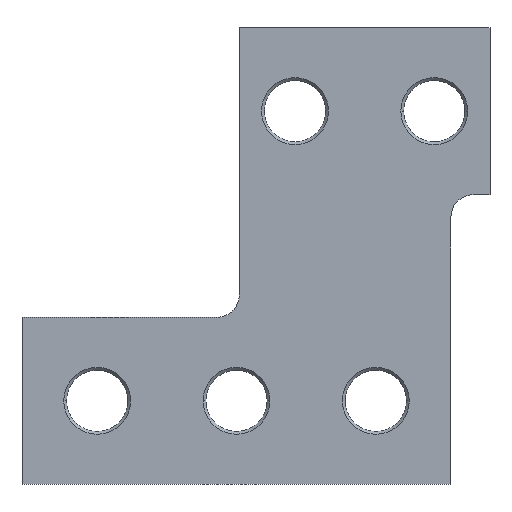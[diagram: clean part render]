
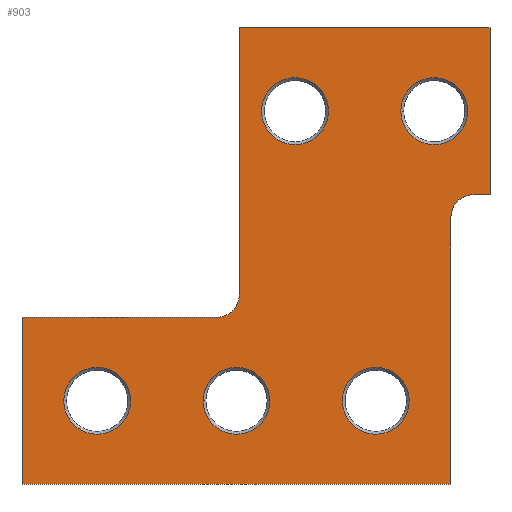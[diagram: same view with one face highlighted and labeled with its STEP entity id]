
A CAD part, top view. The second image highlights one B-rep face of the part: STEP entity #903.
In plain terms, the highlighted planar face has unit normal (0, 0, 1).
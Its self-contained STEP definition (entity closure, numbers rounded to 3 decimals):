
#276=CARTESIAN_POINT('',(25.,0.,10.));
#277=DIRECTION('',(0.,0.,-1.));
#278=DIRECTION('',(1.,0.,0.));
#279=AXIS2_PLACEMENT_3D('',#276,#277,#278);
#281=CARTESIAN_POINT('',(25.,0.,10.));
#282=DIRECTION('',(0.,0.,-1.));
#283=DIRECTION('',(-1.,0.,0.));
#284=AXIS2_PLACEMENT_3D('',#281,#282,#283);
#286=CARTESIAN_POINT('',(0.,0.,10.));
#287=DIRECTION('',(0.,0.,-1.));
#288=DIRECTION('',(1.,0.,0.));
#289=AXIS2_PLACEMENT_3D('',#286,#287,#288);
#291=CARTESIAN_POINT('',(0.,0.,10.));
#292=DIRECTION('',(0.,0.,-1.));
#293=DIRECTION('',(-1.,0.,0.));
#294=AXIS2_PLACEMENT_3D('',#291,#292,#293);
#296=CARTESIAN_POINT('',(-25.,0.,10.));
#297=DIRECTION('',(0.,0.,-1.));
#298=DIRECTION('',(1.,0.,0.));
#299=AXIS2_PLACEMENT_3D('',#296,#297,#298);
#301=CARTESIAN_POINT('',(-25.,0.,10.));
#302=DIRECTION('',(0.,0.,-1.));
#303=DIRECTION('',(-1.,0.,0.));
#304=AXIS2_PLACEMENT_3D('',#301,#302,#303);
#306=CARTESIAN_POINT('',(35.5,52.,10.));
#307=DIRECTION('',(0.,0.,-1.));
#308=DIRECTION('',(1.,0.,0.));
#309=AXIS2_PLACEMENT_3D('',#306,#307,#308);
#311=CARTESIAN_POINT('',(35.5,52.,10.));
#312=DIRECTION('',(0.,0.,-1.));
#313=DIRECTION('',(-1.,0.,0.));
#314=AXIS2_PLACEMENT_3D('',#311,#312,#313);
#316=CARTESIAN_POINT('',(10.5,52.,10.));
#317=DIRECTION('',(0.,0.,-1.));
#318=DIRECTION('',(1.,0.,0.));
#319=AXIS2_PLACEMENT_3D('',#316,#317,#318);
#321=CARTESIAN_POINT('',(10.5,52.,10.));
#322=DIRECTION('',(0.,0.,-1.));
#323=DIRECTION('',(-1.,0.,0.));
#324=AXIS2_PLACEMENT_3D('',#321,#322,#323);
#326=DIRECTION('',(1.,0.,0.));
#327=VECTOR('',#326,3.);
#328=CARTESIAN_POINT('',(42.5,37.,10.));
#329=LINE('',#328,#327);
#330=DIRECTION('',(0.,1.,0.));
#331=VECTOR('',#330,48.);
#332=CARTESIAN_POINT('',(38.5,-15.,10.));
#333=LINE('',#332,#331);
#334=DIRECTION('',(1.,0.,0.));
#335=VECTOR('',#334,77.);
#336=CARTESIAN_POINT('',(-38.5,-15.,10.));
#337=LINE('',#336,#335);
#338=DIRECTION('',(0.,-1.,0.));
#339=VECTOR('',#338,30.);
#340=CARTESIAN_POINT('',(-38.5,15.,10.));
#341=LINE('',#340,#339);
#342=DIRECTION('',(-1.,0.,0.));
#343=VECTOR('',#342,35.);
#344=CARTESIAN_POINT('',(-3.5,15.,10.));
#345=LINE('',#344,#343);
#346=DIRECTION('',(0.,-1.,0.));
#347=VECTOR('',#346,48.);
#348=CARTESIAN_POINT('',(0.5,67.,10.));
#349=LINE('',#348,#347);
#350=DIRECTION('',(-1.,0.,0.));
#351=VECTOR('',#350,45.);
#352=CARTESIAN_POINT('',(45.5,67.,10.));
#353=LINE('',#352,#351);
#354=DIRECTION('',(0.,1.,0.));
#355=VECTOR('',#354,30.);
#356=CARTESIAN_POINT('',(45.5,37.,10.));
#357=LINE('',#356,#355);
#547=CARTESIAN_POINT('',(42.5,33.,10.));
#548=DIRECTION('',(0.,0.,-1.));
#549=DIRECTION('',(-1.,0.,0.));
#550=AXIS2_PLACEMENT_3D('',#547,#548,#549);
#577=CARTESIAN_POINT('',(-3.5,19.,10.));
#578=DIRECTION('',(0.,0.,-1.));
#579=DIRECTION('',(1.,0.,0.));
#580=AXIS2_PLACEMENT_3D('',#577,#578,#579);
#610=CARTESIAN_POINT('',(-38.5,15.,10.));
#611=CARTESIAN_POINT('',(-38.5,-15.,10.));
#612=VERTEX_POINT('',#610);
#613=VERTEX_POINT('',#611);
#614=CARTESIAN_POINT('',(38.5,-15.,10.));
#615=VERTEX_POINT('',#614);
#616=CARTESIAN_POINT('',(45.5,37.,10.));
#617=CARTESIAN_POINT('',(45.5,67.,10.));
#618=VERTEX_POINT('',#616);
#619=VERTEX_POINT('',#617);
#620=CARTESIAN_POINT('',(0.5,67.,10.));
#621=VERTEX_POINT('',#620);
#662=CARTESIAN_POINT('',(31.,0.,10.));
#663=CARTESIAN_POINT('',(19.,0.,10.));
#664=VERTEX_POINT('',#662);
#665=VERTEX_POINT('',#663);
#670=CARTESIAN_POINT('',(6.,0.,10.));
#671=CARTESIAN_POINT('',(-6.,0.,10.));
#672=VERTEX_POINT('',#670);
#673=VERTEX_POINT('',#671);
#678=CARTESIAN_POINT('',(-19.,0.,10.));
#679=CARTESIAN_POINT('',(-31.,0.,10.));
#680=VERTEX_POINT('',#678);
#681=VERTEX_POINT('',#679);
#686=CARTESIAN_POINT('',(41.5,52.,10.));
#687=CARTESIAN_POINT('',(29.5,52.,10.));
#688=VERTEX_POINT('',#686);
#689=VERTEX_POINT('',#687);
#694=CARTESIAN_POINT('',(16.5,52.,10.));
#695=CARTESIAN_POINT('',(4.5,52.,10.));
#696=VERTEX_POINT('',#694);
#697=VERTEX_POINT('',#695);
#703=CARTESIAN_POINT('',(-3.5,15.,10.));
#705=VERTEX_POINT('',#703);
#707=CARTESIAN_POINT('',(0.5,19.,10.));
#709=VERTEX_POINT('',#707);
#711=CARTESIAN_POINT('',(42.5,37.,10.));
#713=VERTEX_POINT('',#711);
#715=CARTESIAN_POINT('',(38.5,33.,10.));
#717=VERTEX_POINT('',#715);
#847=CARTESIAN_POINT('',(0.,0.,10.));
#848=DIRECTION('',(0.,0.,1.));
#849=DIRECTION('',(1.,0.,0.));
#850=AXIS2_PLACEMENT_3D('',#847,#848,#849);
#851=PLANE('',#850);
#853=ORIENTED_EDGE('',*,*,#852,.F.);
#855=ORIENTED_EDGE('',*,*,#854,.F.);
#857=ORIENTED_EDGE('',*,*,#856,.F.);
#859=ORIENTED_EDGE('',*,*,#858,.F.);
#861=ORIENTED_EDGE('',*,*,#860,.F.);
#863=ORIENTED_EDGE('',*,*,#862,.F.);
#865=ORIENTED_EDGE('',*,*,#864,.F.);
#867=ORIENTED_EDGE('',*,*,#866,.F.);
#869=ORIENTED_EDGE('',*,*,#868,.F.);
#871=ORIENTED_EDGE('',*,*,#870,.F.);
#872=EDGE_LOOP('',(#853,#855,#857,#859,#861,#863,#865,#867,#869,#871));
#873=FACE_OUTER_BOUND('',#872,.F.);
#875=ORIENTED_EDGE('',*,*,#874,.F.);
#877=ORIENTED_EDGE('',*,*,#876,.F.);
#878=EDGE_LOOP('',(#875,#877));
#879=FACE_BOUND('',#878,.F.);
#880=ORIENTED_EDGE('',*,*,#837,.F.);
#882=ORIENTED_EDGE('',*,*,#881,.F.);
#883=EDGE_LOOP('',(#880,#882));
#884=FACE_BOUND('',#883,.F.);
#886=ORIENTED_EDGE('',*,*,#885,.F.);
#888=ORIENTED_EDGE('',*,*,#887,.F.);
#889=EDGE_LOOP('',(#886,#888));
#890=FACE_BOUND('',#889,.F.);
#892=ORIENTED_EDGE('',*,*,#891,.F.);
#894=ORIENTED_EDGE('',*,*,#893,.F.);
#895=EDGE_LOOP('',(#892,#894));
#896=FACE_BOUND('',#895,.F.);
#898=ORIENTED_EDGE('',*,*,#897,.F.);
#900=ORIENTED_EDGE('',*,*,#899,.F.);
#901=EDGE_LOOP('',(#898,#900));
#902=FACE_BOUND('',#901,.F.);
#903=ADVANCED_FACE('',(#873,#879,#884,#890,#896,#902),#851,.T.);
#280=CIRCLE('',#279,6.);
#285=CIRCLE('',#284,6.);
#290=CIRCLE('',#289,6.);
#295=CIRCLE('',#294,6.);
#300=CIRCLE('',#299,6.);
#305=CIRCLE('',#304,6.);
#310=CIRCLE('',#309,6.);
#315=CIRCLE('',#314,6.);
#320=CIRCLE('',#319,6.);
#325=CIRCLE('',#324,6.);
#551=CIRCLE('',#550,4.);
#581=CIRCLE('',#580,4.);
#837=EDGE_CURVE('',#680,#681,#300,.T.);
#852=EDGE_CURVE('',#713,#618,#329,.T.);
#854=EDGE_CURVE('',#717,#713,#551,.T.);
#856=EDGE_CURVE('',#615,#717,#333,.T.);
#858=EDGE_CURVE('',#613,#615,#337,.T.);
#860=EDGE_CURVE('',#612,#613,#341,.T.);
#862=EDGE_CURVE('',#705,#612,#345,.T.);
#864=EDGE_CURVE('',#709,#705,#581,.T.);
#866=EDGE_CURVE('',#621,#709,#349,.T.);
#868=EDGE_CURVE('',#619,#621,#353,.T.);
#870=EDGE_CURVE('',#618,#619,#357,.T.);
#874=EDGE_CURVE('',#672,#673,#290,.T.);
#876=EDGE_CURVE('',#673,#672,#295,.T.);
#881=EDGE_CURVE('',#681,#680,#305,.T.);
#885=EDGE_CURVE('',#688,#689,#310,.T.);
#887=EDGE_CURVE('',#689,#688,#315,.T.);
#891=EDGE_CURVE('',#696,#697,#320,.T.);
#893=EDGE_CURVE('',#697,#696,#325,.T.);
#897=EDGE_CURVE('',#664,#665,#280,.T.);
#899=EDGE_CURVE('',#665,#664,#285,.T.);
